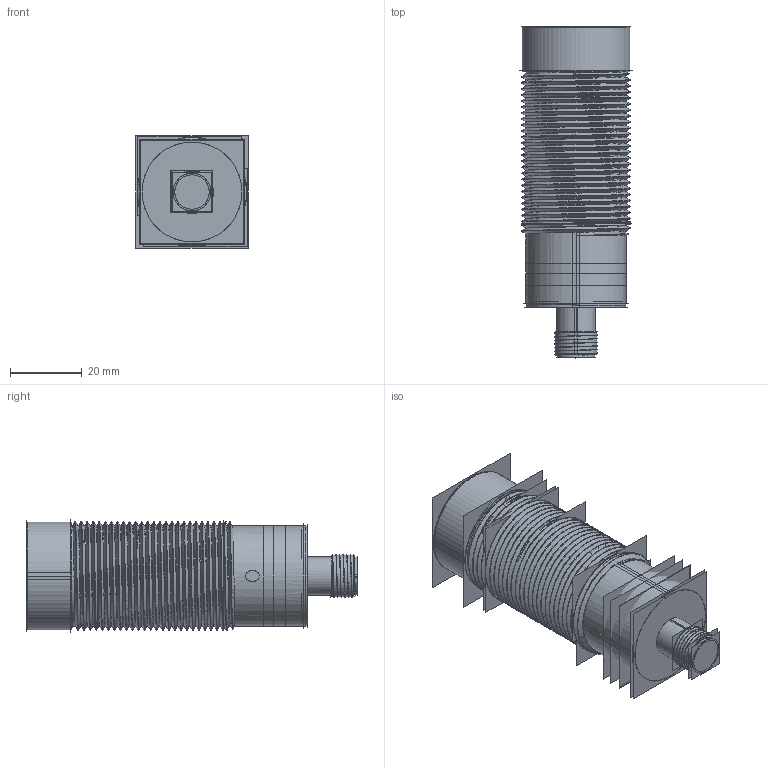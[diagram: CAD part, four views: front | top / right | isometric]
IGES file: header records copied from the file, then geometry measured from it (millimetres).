
Start section:  PTC IGES file: 252364_sm01.igs
Global section: file name: 252364_sm01.igs; native system: Creo Parametric by PTC Inc.; preprocessor: 2022414; author: banengservice; organization: Unknown; date: 20251007.133641; units: millimetre
Bounding box: 31.2 x 92.32 x 31.2 mm (x, y, z)
Surface area: 91999 mm2 (no closed solid volume)
Topology: 0 solids, 8 shells, 350 faces, 2002 edges, 2600 vertices
Faces by surface type: revolution 232, bspline 118
